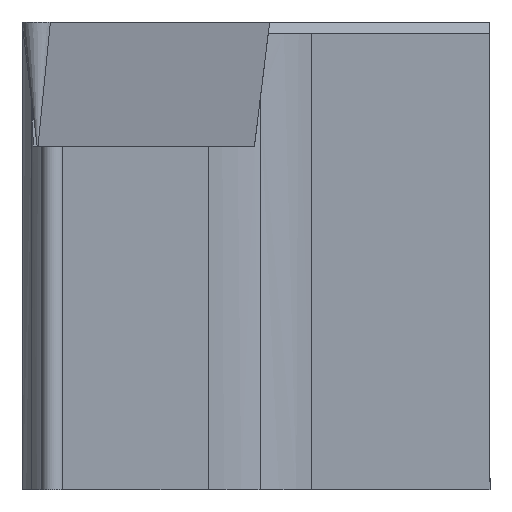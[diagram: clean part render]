
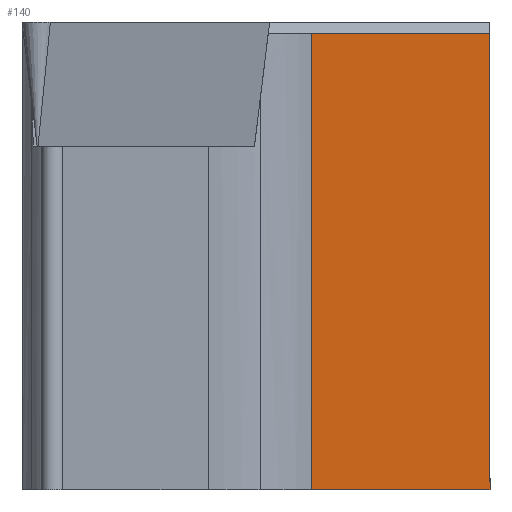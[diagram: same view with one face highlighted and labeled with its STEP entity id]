
A CAD part, left-side view. The second image highlights one B-rep face of the part: STEP entity #140.
In plain terms, the highlighted planar face has unit normal (-0.574, -0.819, 0).
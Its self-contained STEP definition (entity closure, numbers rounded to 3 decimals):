
#140=ADVANCED_FACE('',(#185),#161,.F.);
#161=PLANE('',#590);
#185=FACE_OUTER_BOUND('',#211,.T.);
#211=EDGE_LOOP('',(#298,#299,#300,#301));
#298=ORIENTED_EDGE('',*,*,#423,.F.);
#299=ORIENTED_EDGE('',*,*,#409,.T.);
#300=ORIENTED_EDGE('',*,*,#433,.T.);
#301=ORIENTED_EDGE('',*,*,#442,.F.);
#363=VERTEX_POINT('',#767);
#364=VERTEX_POINT('',#768);
#375=VERTEX_POINT('',#796);
#381=VERTEX_POINT('',#814);
#409=EDGE_CURVE('',#363,#364,#473,.T.);
#423=EDGE_CURVE('',#363,#375,#487,.T.);
#433=EDGE_CURVE('',#364,#381,#492,.T.);
#442=EDGE_CURVE('',#375,#381,#495,.T.);
#473=LINE('',#766,#521);
#487=LINE('',#795,#535);
#492=LINE('',#815,#540);
#495=LINE('',#832,#543);
#521=VECTOR('',#626,1.);
#535=VECTOR('',#646,1.);
#540=VECTOR('',#667,1.);
#543=VECTOR('',#690,1.);
#590=AXIS2_PLACEMENT_3D('',#835,#695,#696);
#626=DIRECTION('',(0.,0.,1.));
#646=DIRECTION('',(-0.819,0.574,0.));
#667=DIRECTION('',(-0.819,0.574,0.));
#690=DIRECTION('',(0.,0.,1.));
#695=DIRECTION('',(0.574,0.819,0.));
#696=DIRECTION('',(0.819,-0.574,0.));
#766=CARTESIAN_POINT('',(17.138,0.,159.831));
#767=CARTESIAN_POINT('',(17.138,0.,-12.));
#768=CARTESIAN_POINT('',(17.138,0.,-0.3));
#795=CARTESIAN_POINT('',(5.638,8.052,-12.));
#796=CARTESIAN_POINT('',(10.616,4.567,-12.));
#814=CARTESIAN_POINT('',(10.616,4.567,-0.3));
#815=CARTESIAN_POINT('',(5.638,8.052,-0.3));
#832=CARTESIAN_POINT('',(10.616,4.567,159.831));
#835=CARTESIAN_POINT('',(17.138,0.,159.831));
